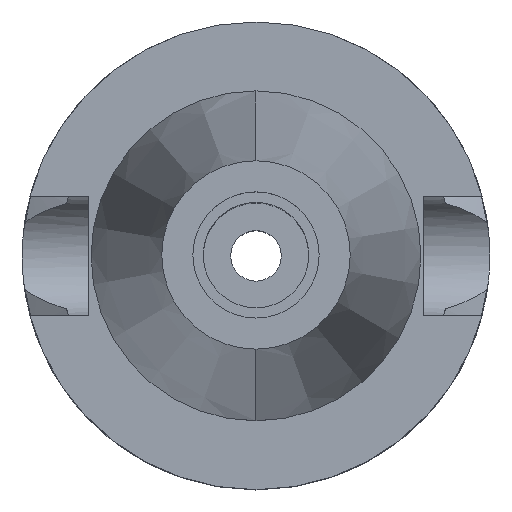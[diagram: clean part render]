
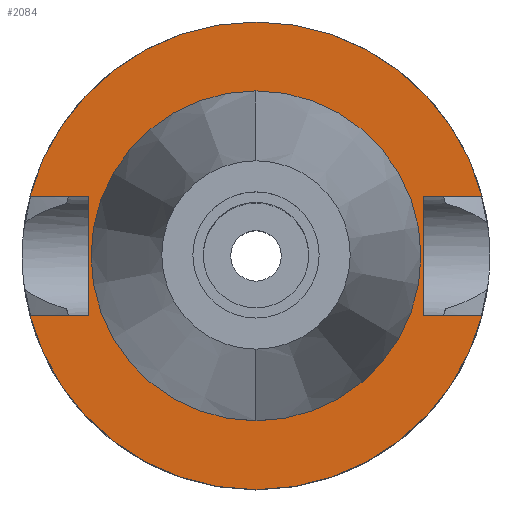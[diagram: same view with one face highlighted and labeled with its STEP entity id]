
A CAD part, top view. The second image highlights one B-rep face of the part: STEP entity #2084.
In plain terms, the highlighted planar face has unit normal (0, 0, 1).
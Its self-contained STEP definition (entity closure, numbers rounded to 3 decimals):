
#94=DIRECTION('',(0.,1.,0.));
#95=VECTOR('',#94,16.1);
#96=CARTESIAN_POINT('',(-22.5,-8.05,-1.));
#97=LINE('',#96,#95);
#101=DIRECTION('',(-1.,0.,0.));
#102=VECTOR('',#101,7.954);
#103=CARTESIAN_POINT('',(-22.5,8.05,-1.));
#104=LINE('',#103,#102);
#108=CARTESIAN_POINT('',(0.,0.,-1.));
#109=DIRECTION('',(0.,0.,-1.));
#110=DIRECTION('',(-0.967,0.256,0.));
#111=AXIS2_PLACEMENT_3D('',#108,#109,#110);
#116=CARTESIAN_POINT('',(0.,0.,-1.));
#117=DIRECTION('',(0.,0.,-1.));
#118=DIRECTION('',(0.,1.,0.));
#119=AXIS2_PLACEMENT_3D('',#116,#117,#118);
#124=DIRECTION('',(0.,-1.,0.));
#125=VECTOR('',#124,16.1);
#126=CARTESIAN_POINT('',(22.5,8.05,-1.));
#127=LINE('',#126,#125);
#131=DIRECTION('',(1.,0.,0.));
#132=VECTOR('',#131,7.954);
#133=CARTESIAN_POINT('',(22.5,-8.05,-1.));
#134=LINE('',#133,#132);
#138=CARTESIAN_POINT('',(0.,0.,-1.));
#139=DIRECTION('',(0.,0.,-1.));
#140=DIRECTION('',(0.967,-0.256,0.));
#141=AXIS2_PLACEMENT_3D('',#138,#139,#140);
#146=CARTESIAN_POINT('',(0.,0.,-1.));
#147=DIRECTION('',(0.,0.,-1.));
#148=DIRECTION('',(0.,-1.,0.));
#149=AXIS2_PLACEMENT_3D('',#146,#147,#148);
#154=CARTESIAN_POINT('',(0.,0.,-1.));
#155=DIRECTION('',(0.,0.,1.));
#156=DIRECTION('',(0.,-1.,0.));
#157=AXIS2_PLACEMENT_3D('',#154,#155,#156);
#162=CARTESIAN_POINT('',(0.,0.,-1.));
#163=DIRECTION('',(0.,0.,1.));
#164=DIRECTION('',(0.,1.,0.));
#165=AXIS2_PLACEMENT_3D('',#162,#163,#164);
#200=DIRECTION('',(-1.,0.,0.));
#201=VECTOR('',#200,7.954);
#202=CARTESIAN_POINT('',(-22.5,-8.05,-1.));
#203=LINE('',#202,#201);
#337=DIRECTION('',(1.,0.,0.));
#338=VECTOR('',#337,7.954);
#339=CARTESIAN_POINT('',(22.5,8.05,-1.));
#340=LINE('',#339,#338);
#1917=CARTESIAN_POINT('',(-22.5,-8.05,-1.));
#1918=VERTEX_POINT('',#1917);
#1919=CARTESIAN_POINT('',(-30.454,-8.05,-1.));
#1920=VERTEX_POINT('',#1919);
#1923=CARTESIAN_POINT('',(-22.5,8.05,-1.));
#1924=VERTEX_POINT('',#1923);
#1925=CARTESIAN_POINT('',(-30.454,8.05,-1.));
#1926=VERTEX_POINT('',#1925);
#1927=CARTESIAN_POINT('',(0.,31.5,-1.));
#1928=CARTESIAN_POINT('',(30.454,8.05,-1.));
#1929=VERTEX_POINT('',#1927);
#1930=VERTEX_POINT('',#1928);
#1931=CARTESIAN_POINT('',(22.5,8.05,-1.));
#1932=VERTEX_POINT('',#1931);
#1933=CARTESIAN_POINT('',(22.5,-8.05,-1.));
#1934=VERTEX_POINT('',#1933);
#1935=CARTESIAN_POINT('',(30.454,-8.05,-1.));
#1936=VERTEX_POINT('',#1935);
#1937=CARTESIAN_POINT('',(0.,-31.5,-1.));
#1938=VERTEX_POINT('',#1937);
#1939=CARTESIAN_POINT('',(0.,-22.225,-1.));
#1940=CARTESIAN_POINT('',(0.,22.225,-1.));
#1941=VERTEX_POINT('',#1939);
#1942=VERTEX_POINT('',#1940);
#2053=CARTESIAN_POINT('',(0.,0.,-1.));
#2054=DIRECTION('',(0.,0.,-1.));
#2055=DIRECTION('',(0.,-1.,0.));
#2056=AXIS2_PLACEMENT_3D('',#2053,#2054,#2055);
#2057=PLANE('',#2056);
#2059=ORIENTED_EDGE('',*,*,#2058,.T.);
#2061=ORIENTED_EDGE('',*,*,#2060,.T.);
#2063=ORIENTED_EDGE('',*,*,#2062,.T.);
#2065=ORIENTED_EDGE('',*,*,#2064,.T.);
#2067=ORIENTED_EDGE('',*,*,#2066,.F.);
#2069=ORIENTED_EDGE('',*,*,#2068,.T.);
#2071=ORIENTED_EDGE('',*,*,#2070,.T.);
#2073=ORIENTED_EDGE('',*,*,#2072,.T.);
#2075=ORIENTED_EDGE('',*,*,#2074,.T.);
#2077=ORIENTED_EDGE('',*,*,#2076,.F.);
#2078=EDGE_LOOP('',(#2059,#2061,#2063,#2065,#2067,#2069,#2071,#2073,#2075,
#2077));
#2079=FACE_OUTER_BOUND('',#2078,.F.);
#2080=ORIENTED_EDGE('',*,*,#2032,.T.);
#2081=ORIENTED_EDGE('',*,*,#2048,.T.);
#2082=EDGE_LOOP('',(#2080,#2081));
#2083=FACE_BOUND('',#2082,.F.);
#112=CIRCLE('',#111,31.5);
#120=CIRCLE('',#119,31.5);
#142=CIRCLE('',#141,31.5);
#150=CIRCLE('',#149,31.5);
#158=CIRCLE('',#157,22.225);
#166=CIRCLE('',#165,22.225);
#2032=EDGE_CURVE('',#1941,#1942,#158,.T.);
#2048=EDGE_CURVE('',#1942,#1941,#166,.T.);
#2058=EDGE_CURVE('',#1918,#1924,#97,.T.);
#2060=EDGE_CURVE('',#1924,#1926,#104,.T.);
#2062=EDGE_CURVE('',#1926,#1929,#112,.T.);
#2064=EDGE_CURVE('',#1929,#1930,#120,.T.);
#2066=EDGE_CURVE('',#1932,#1930,#340,.T.);
#2068=EDGE_CURVE('',#1932,#1934,#127,.T.);
#2070=EDGE_CURVE('',#1934,#1936,#134,.T.);
#2072=EDGE_CURVE('',#1936,#1938,#142,.T.);
#2074=EDGE_CURVE('',#1938,#1920,#150,.T.);
#2076=EDGE_CURVE('',#1918,#1920,#203,.T.);
#2084=ADVANCED_FACE('',(#2079,#2083),#2057,.F.);
